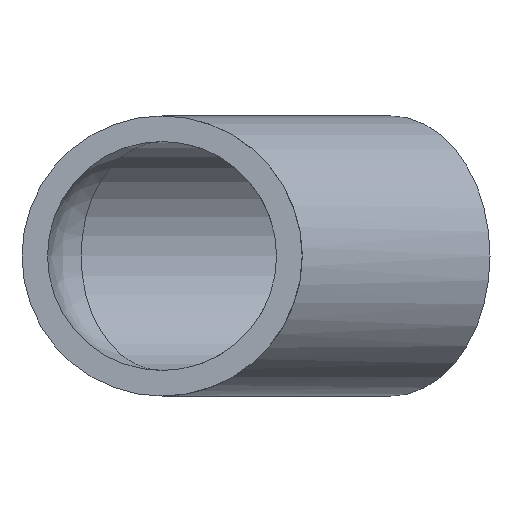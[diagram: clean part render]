
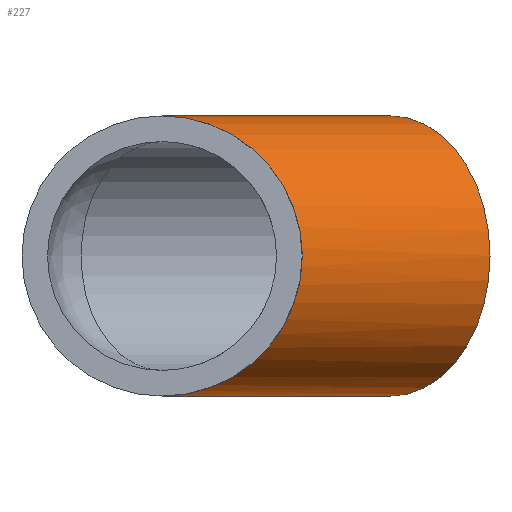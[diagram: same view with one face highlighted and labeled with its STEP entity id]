
A CAD part, left-side view. The second image highlights one B-rep face of the part: STEP entity #227.
In plain terms, the highlighted cylindrical face has radius 45 mm (diameter 90 mm), a full revolution.
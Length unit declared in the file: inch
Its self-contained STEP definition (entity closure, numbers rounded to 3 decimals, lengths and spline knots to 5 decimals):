
#8 = VERTEX_POINT ( 'NONE', #293 ) ;
#10 = AXIS2_PLACEMENT_3D ( 'NONE', #270, #17, #134 ) ;
#16 = FACE_OUTER_BOUND ( 'NONE', #124, .T. ) ;
#17 = DIRECTION ( 'NONE',  ( -0.707, 0.707, 0. ) ) ;
#19 = DIRECTION ( 'NONE',  ( 0.707, 0.707, 0. ) ) ;
#21 = DIRECTION ( 'NONE',  ( 0.707, -0.707, 0. ) ) ;
#23 = CIRCLE ( 'NONE', #10, 1.77165 ) ;
#26 = EDGE_CURVE ( 'NONE', #8, #125, #210, .T. ) ;
#31 = AXIS2_PLACEMENT_3D ( 'NONE', #264, #277, #149 ) ;
#36 = CYLINDRICAL_SURFACE ( 'NONE', #256, 1.77165 ) ;
#54 = CARTESIAN_POINT ( 'NONE',  ( 8.24248, -1.64249, 0. ) ) ;
#81 = EDGE_LOOP ( 'NONE', ( #206 ) ) ;
#87 = FACE_OUTER_BOUND ( 'NONE', #81, .T. ) ;
#90 = EDGE_CURVE ( 'NONE', #240, #240, #23, .T. ) ;
#93 = CARTESIAN_POINT ( 'NONE',  ( 4.09449, 0., 1.77165 ) ) ;
#102 = CARTESIAN_POINT ( 'NONE',  ( 2.6268, -3.54331, 1.77165 ) ) ;
#114 = CARTESIAN_POINT ( 'NONE',  ( 4.09449, 0., -1.77165 ) ) ;
#119 = CARTESIAN_POINT ( 'NONE',  ( 4.09449, 0., 1.77165 ) ) ;
#124 = EDGE_LOOP ( 'NONE', ( #181, #207 ) ) ;
#125 = VERTEX_POINT ( 'NONE', #119 ) ;
#128 = CARTESIAN_POINT ( 'NONE',  ( 2.6268, -3.54331, -1.77165 ) ) ;
#134 = DIRECTION ( 'NONE',  ( 0.707, 0.707, 0. ) ) ;
#146 = CARTESIAN_POINT ( 'NONE',  ( 5.54211, -1.44762, 0. ) ) ;
#149 = DIRECTION ( 'NONE',  ( 0.707, 0.707, 0. ) ) ;
#181 = ORIENTED_EDGE ( 'NONE', *, *, #300, .T. ) ;
#206 = ORIENTED_EDGE ( 'NONE', *, *, #90, .T. ) ;
#207 = ORIENTED_EDGE ( 'NONE', *, *, #26, .T. ) ;
#210 = CIRCLE ( 'NONE', #31, 1.77165 ) ;
#227 = ADVANCED_FACE ( 'NONE', ( #87, #16 ), #36, .T. ) ;
#240 = VERTEX_POINT ( 'NONE', #54 ) ;
#256 = AXIS2_PLACEMENT_3D ( 'NONE', #146, #21, #19 ) ;
#261 =( BOUNDED_CURVE ( )  B_SPLINE_CURVE ( 3, ( #93, #102, #128, #114 ),
 .UNSPECIFIED., .F., .F. ) 
 B_SPLINE_CURVE_WITH_KNOTS ( ( 4, 4 ),
 ( 1.5708, 4.71239 ),
 .UNSPECIFIED. ) 
 CURVE ( )  GEOMETRIC_REPRESENTATION_ITEM ( )  RATIONAL_B_SPLINE_CURVE ( ( 1., 0.333, 0.333, 1. ) ) 
 REPRESENTATION_ITEM ( '' )  );
#264 = CARTESIAN_POINT ( 'NONE',  ( 4.09449, 0., 0. ) ) ;
#270 = CARTESIAN_POINT ( 'NONE',  ( 6.98973, -2.89524, 0. ) ) ;
#277 = DIRECTION ( 'NONE',  ( 0.707, -0.707, 0. ) ) ;
#293 = CARTESIAN_POINT ( 'NONE',  ( 4.09449, 0., -1.77165 ) ) ;
#300 = EDGE_CURVE ( 'NONE', #125, #8, #261, .T. ) ;
